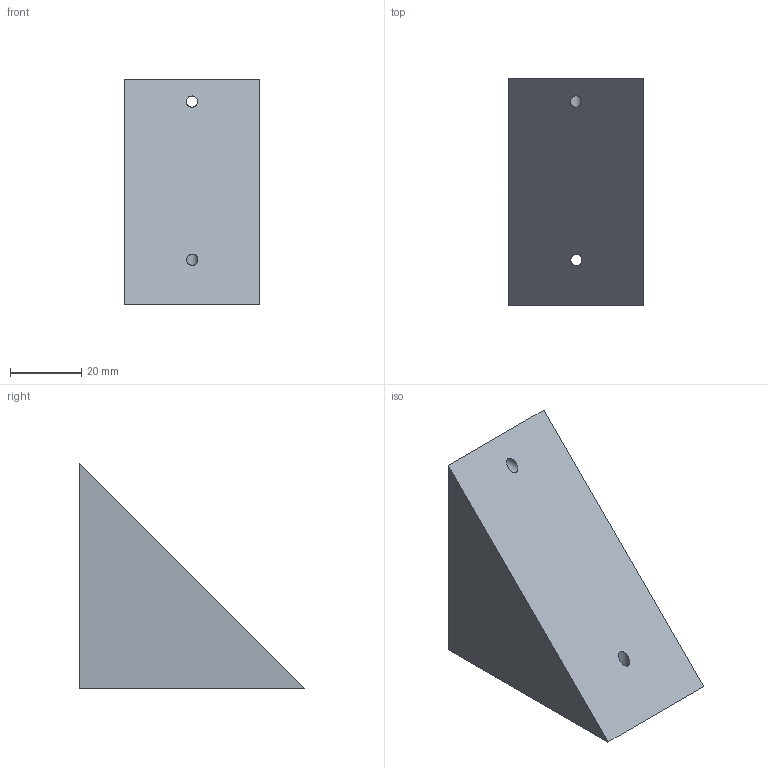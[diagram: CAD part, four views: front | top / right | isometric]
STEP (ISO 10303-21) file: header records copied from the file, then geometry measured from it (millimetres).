
FILE_DESCRIPTION(/* description */ (''),/* implementation_level */ '2;1');
FILE_NAME(/* name */ 'Standard Spacing Block 90 degree_v1.step',/* time_stamp */ '2021-07-04T12:17:34-06:00',/* author */ (''),/* organization */ (''),/* preprocessor_version */ 'ST-DEVELOPER v18.1',/* originating_system */ 'Autodesk Translation Framework v10.9.0.1377',/* authorisation */ '');
FILE_SCHEMA (('AUTOMOTIVE_DESIGN { 1 0 10303 214 3 1 1 }'));
Length unit declared in the file: inch
Products named in the file (1): Standard Spacing Block 90 degree
Bounding box: 38.1 x 63.5 x 63.5 mm (x, y, z)
Volume: 76361.9 mm3; surface area: 12824.2 mm2
Topology: 1 solids, 1 shells, 11 faces, 21 edges, 14 vertices
Faces by surface type: plane 7, cylinder 4
Full cylindrical faces by diameter (mm): 3.175 x4
Entity records: 326 total; most frequent: DIRECTION 53, CARTESIAN_POINT 47, ORIENTED_EDGE 42, EDGE_CURVE 21, AXIS2_PLACEMENT_3D 20, EDGE_LOOP 17, VERTEX_POINT 14, LINE 13
